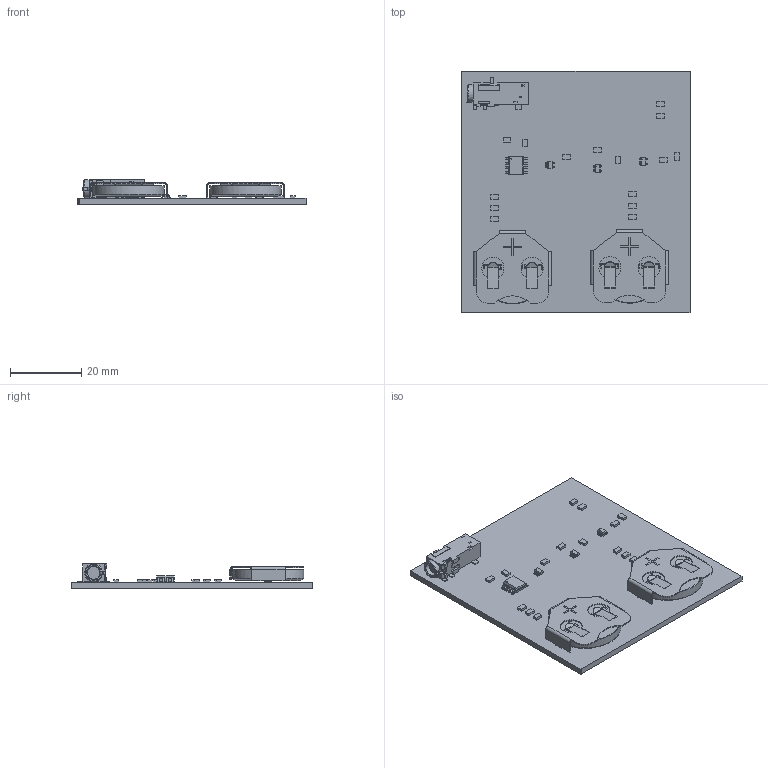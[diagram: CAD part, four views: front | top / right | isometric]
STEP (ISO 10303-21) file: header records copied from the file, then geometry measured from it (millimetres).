
FILE_DESCRIPTION(('Open CASCADE Model'),'2;1');
FILE_NAME('Open CASCADE Shape Model','2019-11-06T19:47:13',('Author'),( 'Open CASCADE'),'Open CASCADE STEP processor 6.8','Open CASCADE 6.8' ,'Unknown');
FILE_SCHEMA(('AUTOMOTIVE_DESIGN { 1 0 10303 214 1 1 1 1 }'));
Length unit declared in the file: millimetre
Products named in the file (33): PCB; Board; Open CASCADE STEP translator 6.8 2.1.1; C8; 6318856672; Extruded; C7; C6; C5; C4; C3; R7; 6318856992; R6; R5; R4; R3; R1; J1; CUI_SJ-43514-SMT-TR; IC4; DCK5; IC3; C1; BK2; BK-913-TR--3DModel-STEP-56544; BK1; IC2; IC1; R_8; C2; R2
Assembly tree (48 placements, depth 4):
  PCB
    Board
      Open CASCADE STEP translator 6.8 2.1.1
    C8
      6318856672
        Extruded
    C7
      6318856672
        Extruded
    C6
      6318856672
        Extruded
    C5
      6318856672
        Extruded
    C4
      6318856672
        Extruded
    C3
      6318856672
        Extruded
    R7
      6318856992
        Extruded
    R6
      6318856672
        Extruded
    R5
      6318856672
        Extruded
    R4
      6318856992
        Extruded
    R3
      6318856672
        Extruded
    R1
      6318856672
        Extruded
    J1
      CUI_SJ-43514-SMT-TR
    IC4
      DCK5
    IC3
      DCK5
    C1
      6318856672
        Extruded
    BK2
      BK-913-TR--3DModel-STEP-56544
    BK1
      BK-913-TR--3DModel-STEP-56544
    IC2
      DCK5
    IC1
      R_8
    C2
      6318856672
        Extruded
    R2
Bounding box: 64.1 x 67.9 x 6.81 mm (x, y, z)
Volume: 10051.9 mm3; surface area: 13437.1 mm2
Topology: 23 solids, 401 shells, 1420 faces, 4632 edges, 3649 vertices
Faces by surface type: plane 1117, cylinder 198, bspline 90, torus 12, cone 3
Full cylindrical faces by diameter (mm): 0.07 x3, 0.199 x1
Entity records: 37053 total; most frequent: CARTESIAN_POINT 9033, DIRECTION 4464, ORIENTED_EDGE 4196, EDGE_CURVE 2622, LINE 2148, VECTOR 2148, VERTEX_POINT 2061, AXIS2_PLACEMENT_3D 1158
